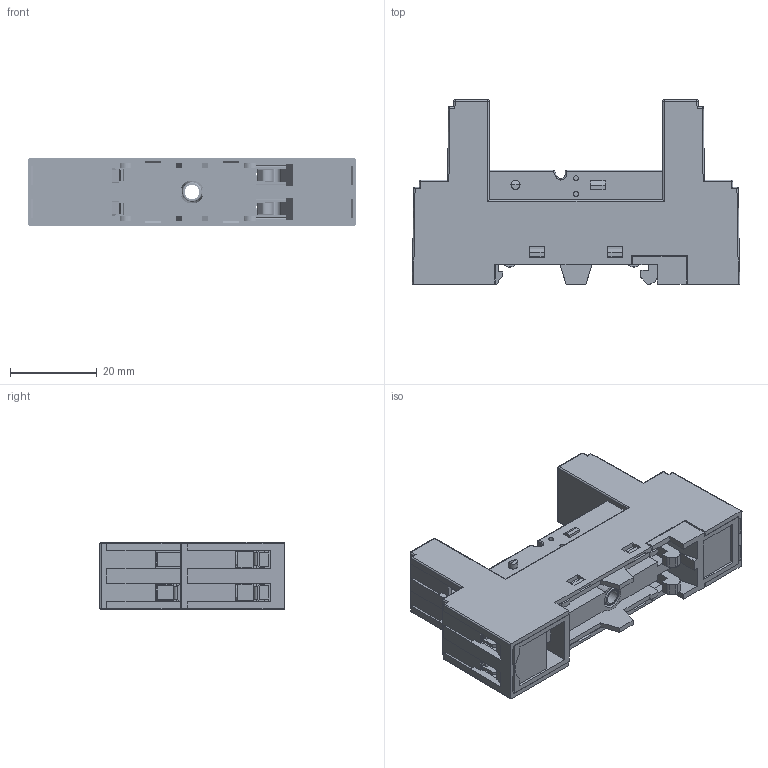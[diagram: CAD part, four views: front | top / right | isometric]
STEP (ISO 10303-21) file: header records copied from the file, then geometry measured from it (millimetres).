
FILE_DESCRIPTION(/* description */ (''),/* implementation_level */ '2;1');
FILE_NAME(/* name */ 'SRNE5-T.stp',/* time_stamp */ '2018-11-30T09:25:47+08:00',/* author */ ('IMO'),/* organization */ (''),/* preprocessor_version */ 'ST-DEVELOPER v11',/* originating_system */ 'SIEMENS UGS NX 6.0',/* authorisation */ '');
FILE_SCHEMA (('CONFIG_CONTROL_DESIGN'));
Length unit declared in the file: millimetre
Products named in the file (10): SRNE5-T Base; Terminal Clamp; Relay Pin Clamp-3; Relay Pin Clamp-1; Relay Pin Clamp-2; Relay Pin Clamp-4; SRNE5-T Cover; Relay Pin Clamp-5; Screw; SRNE5-T Assembly
Assembly tree (25 placements, depth 2):
  SRNE5-T Assembly
    Screw  x8
    Relay Pin Clamp-5  x4
    SRNE5-T Cover
    Relay Pin Clamp-4
    Relay Pin Clamp-2  x2
    Relay Pin Clamp-1  x2
    Relay Pin Clamp-3
    Terminal Clamp  x5
    SRNE5-T Base
Bounding box: 75.5 x 42.5 x 15.6 mm (x, y, z)
Volume: 18938.5 mm3; surface area: 31601.3 mm2
Topology: 43 solids, 45 shells, 2888 faces, 7186 edges, 4426 vertices
Faces by surface type: plane 1992, cylinder 698, bspline 140, torus 44, sphere 12, cone 2
Full cylindrical faces by diameter (mm): 1.16 x4, 1.5 x2, 2 x8, 2.1 x2, 2.48 x4, 2.5 x13, 3 x8, 3.3 x6, 3.4 x5, 3.9 x2, 5.4 x1, 5.5 x8, 6 x1
Entity records: 57269 total; most frequent: CARTESIAN_POINT 13201, ORIENTED_EDGE 8868, DIRECTION 8655, EDGE_CURVE 4434, LINE 3481, VECTOR 3481, VERTEX_POINT 2787, AXIS2_PLACEMENT_3D 2587
